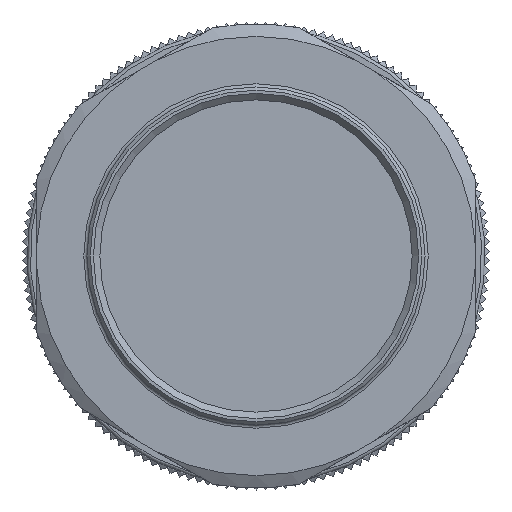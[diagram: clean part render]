
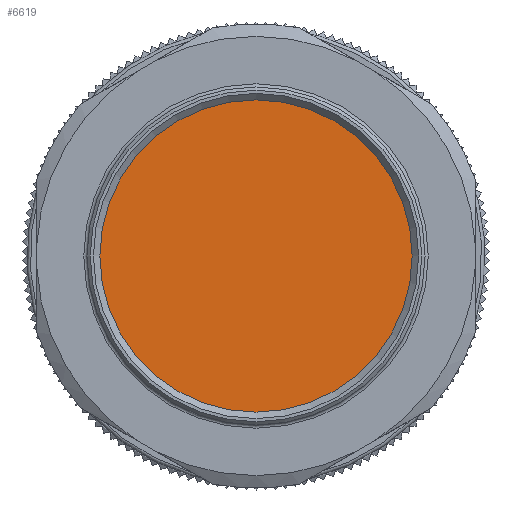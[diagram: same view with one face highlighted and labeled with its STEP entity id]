
A CAD part, front view. The second image highlights one B-rep face of the part: STEP entity #6619.
In plain terms, the highlighted planar face has unit normal (0, -1, 0).
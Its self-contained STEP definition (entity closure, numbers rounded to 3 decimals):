
#676=PLANE('',#7011);
#1000=FACE_OUTER_BOUND('',#1359,.T.);
#1359=EDGE_LOOP('',(#4220));
#1733=CIRCLE('',#7012,24.2);
#2469=VERTEX_POINT('',#8867);
#3163=EDGE_CURVE('',#2469,#2469,#1733,.T.);
#4220=ORIENTED_EDGE('',*,*,#3163,.F.);
#6619=ADVANCED_FACE('',(#1000),#676,.F.);
#7011=AXIS2_PLACEMENT_3D('',#8866,#7459,#7460);
#7012=AXIS2_PLACEMENT_3D('',#8868,#7461,#7462);
#7459=DIRECTION('center_axis',(0.,1.,0.));
#7460=DIRECTION('ref_axis',(0.,0.,1.));
#7461=DIRECTION('center_axis',(0.,1.,0.));
#7462=DIRECTION('ref_axis',(-1.,0.,0.));
#8866=CARTESIAN_POINT('Origin',(271.749,100.419,289.666));
#8867=CARTESIAN_POINT('',(295.949,100.419,289.666));
#8868=CARTESIAN_POINT('Origin',(271.749,100.419,289.666));
